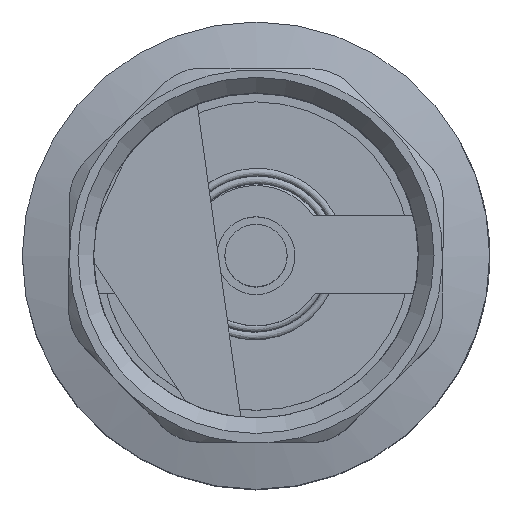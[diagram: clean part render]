
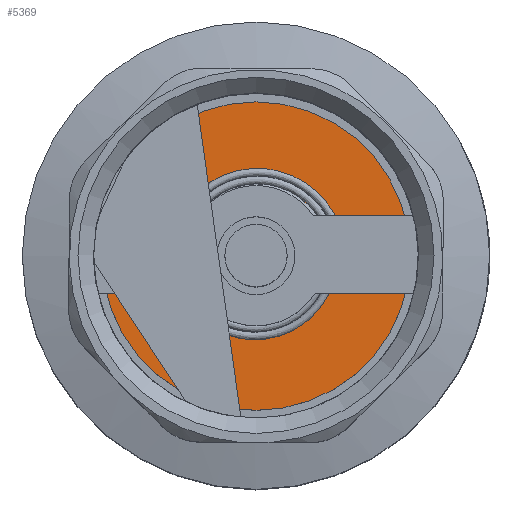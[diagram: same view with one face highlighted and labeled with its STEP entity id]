
A CAD part, top view. The second image highlights one B-rep face of the part: STEP entity #5369.
In plain terms, the highlighted planar face has unit normal (0, 0, 1).
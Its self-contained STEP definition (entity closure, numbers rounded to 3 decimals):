
#195=FACE_BOUND('',#970,.T.);
#316=PLANE('',#5751);
#632=FACE_OUTER_BOUND('',#969,.T.);
#969=EDGE_LOOP('',(#4987));
#970=EDGE_LOOP('',(#4988));
#1121=CIRCLE('',#5737,3.928);
#1126=CIRCLE('',#5749,9.901);
#2572=VERTEX_POINT('',#20806);
#2577=VERTEX_POINT('',#20827);
#3372=EDGE_CURVE('',#2572,#2572,#1121,.T.);
#3380=EDGE_CURVE('',#2577,#2577,#1126,.T.);
#4987=ORIENTED_EDGE('',*,*,#3380,.T.);
#4988=ORIENTED_EDGE('',*,*,#3372,.T.);
#5369=ADVANCED_FACE('',(#632,#195),#316,.T.);
#5737=AXIS2_PLACEMENT_3D('',#20808,#6760,#6761);
#5749=AXIS2_PLACEMENT_3D('',#20828,#6787,#6788);
#5751=AXIS2_PLACEMENT_3D('',#20832,#6792,#6793);
#6760=DIRECTION('center_axis',(0.,0.,-1.));
#6761=DIRECTION('ref_axis',(-1.,0.,0.));
#6787=DIRECTION('center_axis',(0.,0.,1.));
#6788=DIRECTION('ref_axis',(1.,0.,0.));
#6792=DIRECTION('center_axis',(0.,0.,1.));
#6793=DIRECTION('ref_axis',(1.,0.,0.));
#20806=CARTESIAN_POINT('',(3.928,0.,19.5));
#20808=CARTESIAN_POINT('Origin',(0.,0.,19.5));
#20827=CARTESIAN_POINT('',(-9.901,0.,19.5));
#20828=CARTESIAN_POINT('Origin',(0.,0.,19.5));
#20832=CARTESIAN_POINT('Origin',(0.,0.,19.5));
